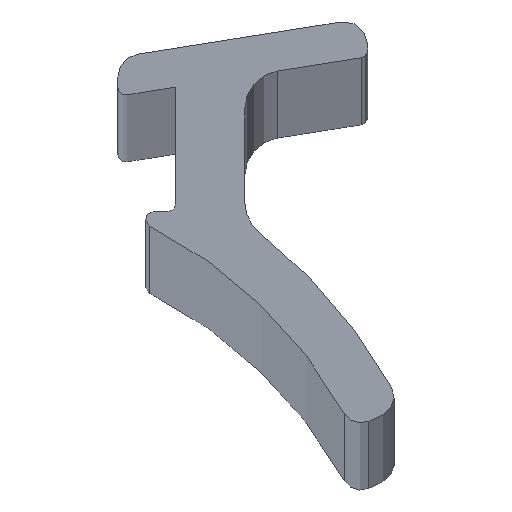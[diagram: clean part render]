
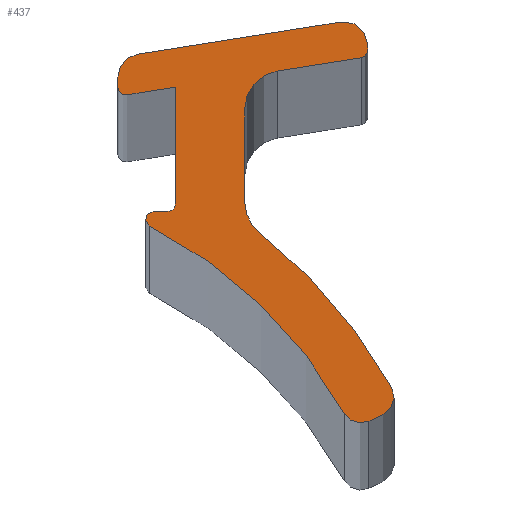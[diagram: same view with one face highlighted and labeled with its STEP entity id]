
A CAD part, top view. The second image highlights one B-rep face of the part: STEP entity #437.
In plain terms, the highlighted planar face has unit normal (0, 0, 1).
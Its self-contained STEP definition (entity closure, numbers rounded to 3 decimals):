
#15=CIRCLE('',#445,0.5);
#17=CIRCLE('',#448,12.);
#19=CIRCLE('',#451,0.2);
#21=CIRCLE('',#455,0.2);
#23=CIRCLE('',#460,0.2);
#25=CIRCLE('',#464,0.6);
#27=CIRCLE('',#468,0.6);
#29=CIRCLE('',#472,0.2);
#31=CIRCLE('',#476,1.);
#33=CIRCLE('',#480,1.);
#35=CIRCLE('',#483,13.4);
#37=CIRCLE('',#486,0.5);
#71=FACE_OUTER_BOUND('',#94,.T.);
#94=EDGE_LOOP('',(#363,#364,#365,#366,#367,#368,#369,#370,#371,#372,#373,
#374,#375,#376,#377,#378,#379,#380,#381,#382,#383));
#98=LINE('',#632,#137);
#104=LINE('',#656,#143);
#108=LINE('',#668,#147);
#111=LINE('',#674,#150);
#115=LINE('',#686,#154);
#119=LINE('',#698,#158);
#123=LINE('',#710,#162);
#127=LINE('',#722,#166);
#131=LINE('',#734,#170);
#137=VECTOR('',#495,0.401);
#143=VECTOR('',#521,0.387);
#147=VECTOR('',#533,3.038);
#150=VECTOR('',#538,1.285);
#154=VECTOR('',#550,0.266);
#158=VECTOR('',#562,5.366);
#162=VECTOR('',#574,0.139);
#166=VECTOR('',#586,2.215);
#170=VECTOR('',#598,2.432);
#176=VERTEX_POINT('',#629);
#177=VERTEX_POINT('',#631);
#179=VERTEX_POINT('',#637);
#181=VERTEX_POINT('',#643);
#183=VERTEX_POINT('',#649);
#185=VERTEX_POINT('',#655);
#187=VERTEX_POINT('',#661);
#189=VERTEX_POINT('',#667);
#191=VERTEX_POINT('',#673);
#193=VERTEX_POINT('',#679);
#195=VERTEX_POINT('',#685);
#197=VERTEX_POINT('',#691);
#199=VERTEX_POINT('',#697);
#201=VERTEX_POINT('',#703);
#203=VERTEX_POINT('',#709);
#205=VERTEX_POINT('',#715);
#207=VERTEX_POINT('',#721);
#209=VERTEX_POINT('',#727);
#211=VERTEX_POINT('',#733);
#213=VERTEX_POINT('',#739);
#215=VERTEX_POINT('',#745);
#218=EDGE_CURVE('',#177,#176,#98,.T.);
#221=EDGE_CURVE('',#179,#177,#15,.T.);
#224=EDGE_CURVE('',#181,#179,#17,.T.);
#227=EDGE_CURVE('',#183,#181,#19,.T.);
#230=EDGE_CURVE('',#185,#183,#104,.T.);
#233=EDGE_CURVE('',#187,#185,#21,.T.);
#236=EDGE_CURVE('',#189,#187,#108,.T.);
#239=EDGE_CURVE('',#191,#189,#111,.T.);
#242=EDGE_CURVE('',#193,#191,#23,.T.);
#245=EDGE_CURVE('',#195,#193,#115,.T.);
#248=EDGE_CURVE('',#197,#195,#25,.T.);
#251=EDGE_CURVE('',#199,#197,#119,.T.);
#254=EDGE_CURVE('',#201,#199,#27,.T.);
#257=EDGE_CURVE('',#203,#201,#123,.T.);
#260=EDGE_CURVE('',#205,#203,#29,.T.);
#263=EDGE_CURVE('',#207,#205,#127,.T.);
#266=EDGE_CURVE('',#209,#207,#31,.T.);
#269=EDGE_CURVE('',#211,#209,#131,.T.);
#272=EDGE_CURVE('',#213,#211,#33,.T.);
#275=EDGE_CURVE('',#215,#213,#35,.T.);
#278=EDGE_CURVE('',#176,#215,#37,.T.);
#363=ORIENTED_EDGE('',*,*,#278,.T.);
#364=ORIENTED_EDGE('',*,*,#275,.T.);
#365=ORIENTED_EDGE('',*,*,#272,.T.);
#366=ORIENTED_EDGE('',*,*,#269,.T.);
#367=ORIENTED_EDGE('',*,*,#266,.T.);
#368=ORIENTED_EDGE('',*,*,#263,.T.);
#369=ORIENTED_EDGE('',*,*,#260,.T.);
#370=ORIENTED_EDGE('',*,*,#257,.T.);
#371=ORIENTED_EDGE('',*,*,#254,.T.);
#372=ORIENTED_EDGE('',*,*,#251,.T.);
#373=ORIENTED_EDGE('',*,*,#248,.T.);
#374=ORIENTED_EDGE('',*,*,#245,.T.);
#375=ORIENTED_EDGE('',*,*,#242,.T.);
#376=ORIENTED_EDGE('',*,*,#239,.T.);
#377=ORIENTED_EDGE('',*,*,#236,.T.);
#378=ORIENTED_EDGE('',*,*,#233,.T.);
#379=ORIENTED_EDGE('',*,*,#230,.T.);
#380=ORIENTED_EDGE('',*,*,#227,.T.);
#381=ORIENTED_EDGE('',*,*,#224,.T.);
#382=ORIENTED_EDGE('',*,*,#221,.T.);
#383=ORIENTED_EDGE('',*,*,#218,.T.);
#414=PLANE('',#487);
#437=ADVANCED_FACE('',(#71),#414,.T.);
#445=AXIS2_PLACEMENT_3D('',#638,#501,#502);
#448=AXIS2_PLACEMENT_3D('',#644,#508,#509);
#451=AXIS2_PLACEMENT_3D('',#650,#515,#516);
#455=AXIS2_PLACEMENT_3D('',#662,#527,#528);
#460=AXIS2_PLACEMENT_3D('',#680,#544,#545);
#464=AXIS2_PLACEMENT_3D('',#692,#556,#557);
#468=AXIS2_PLACEMENT_3D('',#704,#568,#569);
#472=AXIS2_PLACEMENT_3D('',#716,#580,#581);
#476=AXIS2_PLACEMENT_3D('',#728,#592,#593);
#480=AXIS2_PLACEMENT_3D('',#740,#604,#605);
#483=AXIS2_PLACEMENT_3D('',#746,#611,#612);
#486=AXIS2_PLACEMENT_3D('',#750,#618,#619);
#487=AXIS2_PLACEMENT_3D('',#751,#620,#621);
#495=DIRECTION('',(0.906,0.423,0.));
#501=DIRECTION('center_axis',(0.,0.,1.));
#502=DIRECTION('ref_axis',(-0.874,-0.486,0.));
#508=DIRECTION('center_axis',(0.,0.,-1.));
#509=DIRECTION('ref_axis',(-0.874,-0.486,0.));
#515=DIRECTION('center_axis',(0.,0.,1.));
#516=DIRECTION('ref_axis',(0.,1.,0.));
#521=DIRECTION('',(-1.,0.,0.));
#527=DIRECTION('center_axis',(0.,0.,-1.));
#528=DIRECTION('ref_axis',(0.,1.,0.));
#533=DIRECTION('',(0.,-1.,0.));
#538=DIRECTION('',(0.988,0.156,0.));
#544=DIRECTION('center_axis',(0.,0.,1.));
#545=DIRECTION('ref_axis',(-1.,0.,0.));
#550=DIRECTION('',(0.,-1.,0.));
#556=DIRECTION('center_axis',(0.,0.,1.));
#557=DIRECTION('ref_axis',(-0.156,0.988,0.));
#562=DIRECTION('',(-0.988,-0.156,0.));
#568=DIRECTION('center_axis',(0.,0.,1.));
#569=DIRECTION('ref_axis',(1.,0.,0.));
#574=DIRECTION('',(0.,1.,0.));
#580=DIRECTION('center_axis',(0.,0.,1.));
#581=DIRECTION('ref_axis',(0.156,-0.988,0.));
#586=DIRECTION('',(0.988,0.156,0.));
#592=DIRECTION('center_axis',(0.,0.,-1.));
#593=DIRECTION('ref_axis',(0.156,-0.988,0.));
#598=DIRECTION('',(0.,1.,0.));
#604=DIRECTION('center_axis',(0.,0.,-1.));
#605=DIRECTION('ref_axis',(1.,0.,0.));
#611=DIRECTION('center_axis',(0.,0.,1.));
#612=DIRECTION('ref_axis',(0.875,0.484,0.));
#618=DIRECTION('center_axis',(0.,0.,1.));
#619=DIRECTION('ref_axis',(0.423,-0.906,0.));
#620=DIRECTION('center_axis',(0.,0.,1.));
#621=DIRECTION('ref_axis',(1.,0.,0.));
#629=CARTESIAN_POINT('',(5.984,-5.288,1000.));
#631=CARTESIAN_POINT('',(5.621,-5.458,1000.));
#632=CARTESIAN_POINT('',(5.621,-5.458,1000.));
#637=CARTESIAN_POINT('',(4.972,-5.248,1000.));
#638=CARTESIAN_POINT('Origin',(5.409,-5.004,1000.));
#643=CARTESIAN_POINT('',(-0.09,-0.378,1000.));
#644=CARTESIAN_POINT('Origin',(-5.513,-11.083,1000.));
#649=CARTESIAN_POINT('',(0.,0.,1000.));
#650=CARTESIAN_POINT('Origin',(0.,-0.2,
1000.));
#655=CARTESIAN_POINT('',(0.387,0.,1000.));
#656=CARTESIAN_POINT('',(0.387,0.,1000.));
#661=CARTESIAN_POINT('',(0.587,0.2,1000.));
#662=CARTESIAN_POINT('Origin',(0.387,0.2,1000.));
#667=CARTESIAN_POINT('',(0.587,3.238,1000.));
#668=CARTESIAN_POINT('',(0.587,3.238,1000.));
#673=CARTESIAN_POINT('',(-0.682,3.037,1000.));
#674=CARTESIAN_POINT('',(-0.682,3.037,1000.));
#679=CARTESIAN_POINT('',(-0.913,3.234,1000.));
#680=CARTESIAN_POINT('Origin',(-0.713,3.234,1000.));
#685=CARTESIAN_POINT('',(-0.913,3.5,1000.));
#686=CARTESIAN_POINT('',(-0.913,3.5,1000.));
#691=CARTESIAN_POINT('',(-0.407,4.093,1000.));
#692=CARTESIAN_POINT('Origin',(-0.313,3.5,1000.));
#697=CARTESIAN_POINT('',(4.893,4.932,1000.));
#698=CARTESIAN_POINT('',(4.893,4.932,1000.));
#703=CARTESIAN_POINT('',(5.587,4.339,1000.));
#704=CARTESIAN_POINT('Origin',(4.987,4.339,1000.));
#709=CARTESIAN_POINT('',(5.587,4.2,1000.));
#710=CARTESIAN_POINT('',(5.587,4.2,1000.));
#715=CARTESIAN_POINT('',(5.418,4.003,1000.));
#716=CARTESIAN_POINT('Origin',(5.387,4.2,1000.));
#721=CARTESIAN_POINT('',(3.231,3.656,1000.));
#722=CARTESIAN_POINT('',(3.231,3.656,1000.));
#727=CARTESIAN_POINT('',(2.387,2.669,1000.));
#728=CARTESIAN_POINT('Origin',(3.387,2.669,1000.));
#733=CARTESIAN_POINT('',(2.387,0.237,1000.));
#734=CARTESIAN_POINT('',(2.387,0.237,1000.));
#739=CARTESIAN_POINT('',(2.769,-0.549,1000.));
#740=CARTESIAN_POINT('Origin',(3.387,0.237,1000.));
#745=CARTESIAN_POINT('',(6.21,-4.593,1000.));
#746=CARTESIAN_POINT('Origin',(-5.513,-11.083,1000.));
#750=CARTESIAN_POINT('Origin',(5.773,-4.835,1000.));
#751=CARTESIAN_POINT('Origin',(2.671,0.866,1000.));
